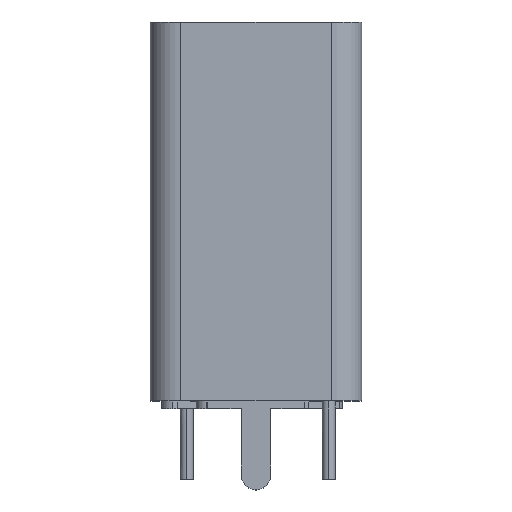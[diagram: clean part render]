
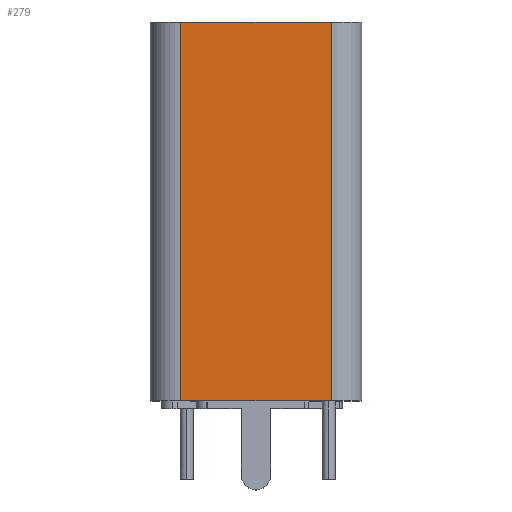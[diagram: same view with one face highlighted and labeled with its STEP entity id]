
A CAD part, top view. The second image highlights one B-rep face of the part: STEP entity #279.
In plain terms, the highlighted planar face has unit normal (0, 0, 1).
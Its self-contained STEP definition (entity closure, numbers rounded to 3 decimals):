
#2 = LINE ( 'NONE', #2626, #4629 ) ;
#84 = PLANE ( 'NONE',  #4229 ) ;
#198 = VERTEX_POINT ( 'NONE', #7620 ) ;
#279 = ADVANCED_FACE ( 'NONE', ( #6514 ), #84, .F. ) ;
#367 = EDGE_CURVE ( 'NONE', #198, #1723, #2, .T. ) ;
#452 = ORIENTED_EDGE ( 'NONE', *, *, #1180, .F. ) ;
#510 = VECTOR ( 'NONE', #7914, 1000. ) ;
#540 = EDGE_CURVE ( 'NONE', #1723, #3736, #5762, .T. ) ;
#650 = DIRECTION ( 'NONE',  ( -1., 0., 0. ) ) ;
#956 = EDGE_CURVE ( 'NONE', #7332, #198, #3938, .T. ) ;
#1080 = DIRECTION ( 'NONE',  ( 0., 1., 0. ) ) ;
#1180 = EDGE_CURVE ( 'NONE', #3736, #7332, #5605, .T. ) ;
#1723 = VERTEX_POINT ( 'NONE', #2139 ) ;
#2139 = CARTESIAN_POINT ( 'NONE',  ( 3.72, 0., 5.22 ) ) ;
#2214 = CARTESIAN_POINT ( 'NONE',  ( -3.72, 18.7, 5.22 ) ) ;
#2420 = ORIENTED_EDGE ( 'NONE', *, *, #956, .F. ) ;
#2626 = CARTESIAN_POINT ( 'NONE',  ( 3.72, 18.7, 5.22 ) ) ;
#2708 = DIRECTION ( 'NONE',  ( 0., 0., -1. ) ) ;
#3096 = CARTESIAN_POINT ( 'NONE',  ( -3.72, 18.7, 5.22 ) ) ;
#3736 = VERTEX_POINT ( 'NONE', #5889 ) ;
#3938 = LINE ( 'NONE', #6560, #510 ) ;
#4061 = CARTESIAN_POINT ( 'NONE',  ( -5.22, 18.7, 5.22 ) ) ;
#4229 = AXIS2_PLACEMENT_3D ( 'NONE', #4061, #2708, #650 ) ;
#4394 = CARTESIAN_POINT ( 'NONE',  ( -5.22, 0., 5.22 ) ) ;
#4629 = VECTOR ( 'NONE', #5264, 1000. ) ;
#5130 = ORIENTED_EDGE ( 'NONE', *, *, #367, .F. ) ;
#5264 = DIRECTION ( 'NONE',  ( 0., -1., 0. ) ) ;
#5605 = LINE ( 'NONE', #3096, #6568 ) ;
#5762 = LINE ( 'NONE', #4394, #7548 ) ;
#5889 = CARTESIAN_POINT ( 'NONE',  ( -3.72, 0., 5.22 ) ) ;
#5942 = EDGE_LOOP ( 'NONE', ( #452, #6017, #5130, #2420 ) ) ;
#6017 = ORIENTED_EDGE ( 'NONE', *, *, #540, .F. ) ;
#6514 = FACE_OUTER_BOUND ( 'NONE', #5942, .T. ) ;
#6560 = CARTESIAN_POINT ( 'NONE',  ( -5.22, 18.7, 5.22 ) ) ;
#6568 = VECTOR ( 'NONE', #1080, 1000. ) ;
#7332 = VERTEX_POINT ( 'NONE', #2214 ) ;
#7548 = VECTOR ( 'NONE', #8418, 1000. ) ;
#7620 = CARTESIAN_POINT ( 'NONE',  ( 3.72, 18.7, 5.22 ) ) ;
#7914 = DIRECTION ( 'NONE',  ( 1., 0., 0. ) ) ;
#8418 = DIRECTION ( 'NONE',  ( -1., 0., 0. ) ) ;
